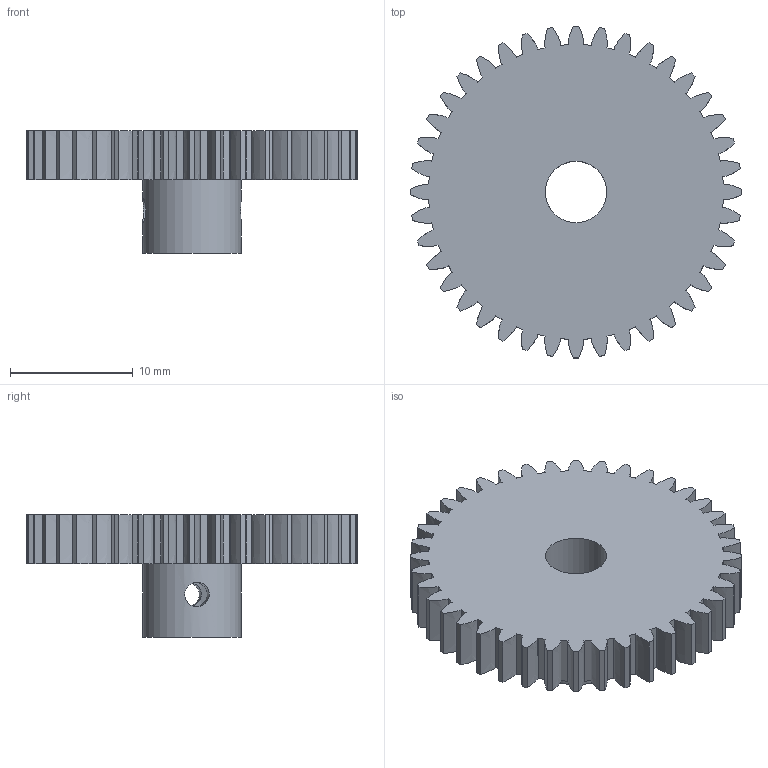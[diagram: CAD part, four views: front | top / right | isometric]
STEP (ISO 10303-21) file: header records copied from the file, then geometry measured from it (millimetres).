
FILE_DESCRIPTION(('FreeCAD Model'),'2;1');
FILE_NAME('Open CASCADE Shape Model','2022-02-03T08:52:30',(''),(''), 'Open CASCADE STEP processor 7.3','FreeCAD','Unknown');
FILE_SCHEMA(('AUTOMOTIVE_DESIGN { 1 0 10303 214 1 1 1 1 }'));
Length unit declared in the file: millimetre
Products named in the file (1): BigGear
Bounding box: 27 x 27 x 10 mm (x, y, z)
Volume: 2141 mm3; surface area: 1969.6 mm2
Topology: 1 solids, 1 shells, 248 faces, 740 edges, 493 vertices
Faces by surface type: extrusion 240, cylinder 5, plane 3
Full cylindrical faces by diameter (mm): 2 x2, 5 x2, 8 x1
Entity records: 20524 total; most frequent: CARTESIAN_POINT 7648, DIRECTION 1496, ORIENTED_EDGE 1480, PCURVE 1480, DEFINITIONAL_REPRESENTATION 1480, VECTOR 1467, LINE 1227, B_SPLINE_CURVE_WITH_KNOTS 1224
